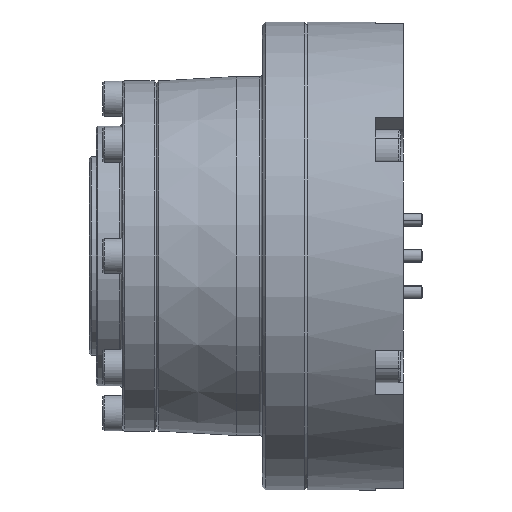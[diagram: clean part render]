
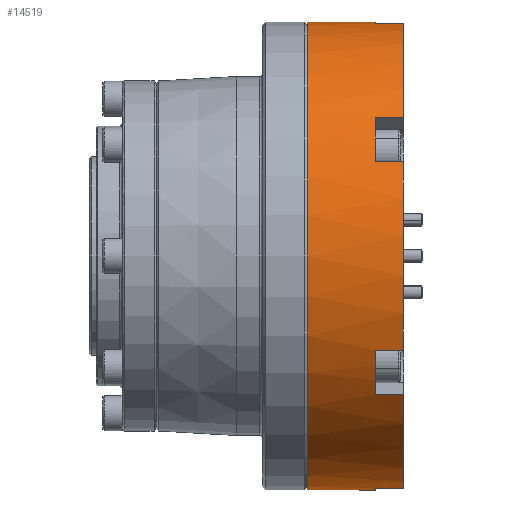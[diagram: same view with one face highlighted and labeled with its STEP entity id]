
A CAD part, front view. The second image highlights one B-rep face of the part: STEP entity #14519.
In plain terms, the highlighted cylindrical face has radius 36.5 mm (diameter 73 mm), a partial arc.
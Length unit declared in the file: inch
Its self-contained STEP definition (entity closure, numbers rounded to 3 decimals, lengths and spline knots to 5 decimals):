
#671 = CARTESIAN_POINT ( 'NONE',  ( 1.75591, -1.15942, -0.84896 ) ) ;
#678 = ORIENTED_EDGE ( 'NONE', *, *, #26440, .T. ) ;
#748 = AXIS2_PLACEMENT_3D ( 'NONE', #17387, #3316, #28486 ) ;
#1023 = CARTESIAN_POINT ( 'NONE',  ( 1.75591, -1.31493, -0.57961 ) ) ;
#1743 = VECTOR ( 'NONE', #14068, 39.37008 ) ;
#1829 = EDGE_CURVE ( 'NONE', #10197, #10743, #26371, .T. ) ;
#1930 = EDGE_CURVE ( 'NONE', #10082, #24833, #6914, .T. ) ;
#1972 = VERTEX_POINT ( 'NONE', #671 ) ;
#2453 = VERTEX_POINT ( 'NONE', #16618 ) ;
#2603 = LINE ( 'NONE', #16963, #1743 ) ;
#2858 = VERTEX_POINT ( 'NONE', #4719 ) ;
#2931 = EDGE_CURVE ( 'NONE', #31208, #2858, #28748, .T. ) ;
#3193 = DIRECTION ( 'NONE',  ( 0., 0., 1. ) ) ;
#3316 = DIRECTION ( 'NONE',  ( -1., 0., 0. ) ) ;
#3449 = ORIENTED_EDGE ( 'NONE', *, *, #8609, .T. ) ;
#3694 = EDGE_CURVE ( 'NONE', #9480, #1972, #9603, .T. ) ;
#3703 = CARTESIAN_POINT ( 'NONE',  ( 1.2418, -1.31493, 0.57961 ) ) ;
#3830 = DIRECTION ( 'NONE',  ( 1., 0., 0. ) ) ;
#3943 = ORIENTED_EDGE ( 'NONE', *, *, #20325, .T. ) ;
#3986 = EDGE_LOOP ( 'NONE', ( #18630, #17659, #678, #30168, #15174, #4196, #25847, #26580, #24754, #27753, #3449, #3943, #22679, #5825, #4206, #30612 ) ) ;
#4196 = ORIENTED_EDGE ( 'NONE', *, *, #3694, .F. ) ;
#4206 = ORIENTED_EDGE ( 'NONE', *, *, #19876, .T. ) ;
#4341 = EDGE_CURVE ( 'NONE', #10743, #28726, #2603, .T. ) ;
#4489 = VECTOR ( 'NONE', #14457, 39.37008 ) ;
#4719 = CARTESIAN_POINT ( 'NONE',  ( 1.33858, 0., 1.43701 ) ) ;
#5639 = CARTESIAN_POINT ( 'NONE',  ( 1.75591, 0., 0. ) ) ;
#5658 = DIRECTION ( 'NONE',  ( 0., 0., 1. ) ) ;
#5702 = CIRCLE ( 'NONE', #19030, 1.43701 ) ;
#5825 = ORIENTED_EDGE ( 'NONE', *, *, #1829, .F. ) ;
#5899 = CARTESIAN_POINT ( 'NONE',  ( 1.75591, 0., -1.43701 ) ) ;
#6042 = CARTESIAN_POINT ( 'NONE',  ( 1.75591, 0., 0. ) ) ;
#6151 = CARTESIAN_POINT ( 'NONE',  ( 1.75591, -1.15942, 0.84896 ) ) ;
#6501 = EDGE_CURVE ( 'NONE', #28613, #22547, #31453, .T. ) ;
#6818 = CARTESIAN_POINT ( 'NONE',  ( 1.92913, -0.15551, -1.42857 ) ) ;
#6887 = VERTEX_POINT ( 'NONE', #12023 ) ;
#6914 = CIRCLE ( 'NONE', #748, 1.43701 ) ;
#7307 = VECTOR ( 'NONE', #16751, 39.37008 ) ;
#7617 = EDGE_CURVE ( 'NONE', #20850, #10017, #33837, .T. ) ;
#7810 = LINE ( 'NONE', #28036, #9995 ) ;
#8389 = EDGE_CURVE ( 'NONE', #22547, #10017, #31042, .T. ) ;
#8609 = EDGE_CURVE ( 'NONE', #28613, #6887, #14600, .T. ) ;
#8705 = CARTESIAN_POINT ( 'NONE',  ( 1.75591, 0., 0. ) ) ;
#8969 = VECTOR ( 'NONE', #3830, 39.37008 ) ;
#9312 = CARTESIAN_POINT ( 'NONE',  ( 1.75591, -1.31493, 0.57961 ) ) ;
#9374 = VERTEX_POINT ( 'NONE', #5899 ) ;
#9480 = VERTEX_POINT ( 'NONE', #1023 ) ;
#9566 = EDGE_CURVE ( 'NONE', #9374, #31208, #24647, .T. ) ;
#9603 = CIRCLE ( 'NONE', #10852, 1.43701 ) ;
#9995 = VECTOR ( 'NONE', #33173, 39.37008 ) ;
#10017 = VERTEX_POINT ( 'NONE', #17459 ) ;
#10082 = VERTEX_POINT ( 'NONE', #6818 ) ;
#10197 = VERTEX_POINT ( 'NONE', #34296 ) ;
#10254 = DIRECTION ( 'NONE',  ( -1., 0., 0. ) ) ;
#10599 = AXIS2_PLACEMENT_3D ( 'NONE', #16879, #11469, #16996 ) ;
#10743 = VERTEX_POINT ( 'NONE', #11911 ) ;
#10852 = AXIS2_PLACEMENT_3D ( 'NONE', #5639, #30914, #3193 ) ;
#11153 = DIRECTION ( 'NONE',  ( 0., 0., 1. ) ) ;
#11393 = DIRECTION ( 'NONE',  ( 1., 0., 0. ) ) ;
#11469 = DIRECTION ( 'NONE',  ( -1., 0., 0. ) ) ;
#11710 = CARTESIAN_POINT ( 'NONE',  ( 1.33858, 0., 1.43701 ) ) ;
#11828 = CYLINDRICAL_SURFACE ( 'NONE', #31037, 1.43701 ) ;
#11877 = CARTESIAN_POINT ( 'NONE',  ( 1.92913, -1.15942, -0.84896 ) ) ;
#11911 = CARTESIAN_POINT ( 'NONE',  ( 1.75591, -0.15551, 1.42857 ) ) ;
#12023 = CARTESIAN_POINT ( 'NONE',  ( 1.92913, -1.15942, 0.84896 ) ) ;
#13370 = CARTESIAN_POINT ( 'NONE',  ( 1.2418, -1.15942, 0.84896 ) ) ;
#13972 = LINE ( 'NONE', #11710, #4489 ) ;
#14068 = DIRECTION ( 'NONE',  ( 1., 0., 0. ) ) ;
#14217 = CARTESIAN_POINT ( 'NONE',  ( 1.2418, -1.15942, -0.84896 ) ) ;
#14457 = DIRECTION ( 'NONE',  ( -1., 0., 0. ) ) ;
#14519 = ADVANCED_FACE ( 'NONE', ( #27773 ), #11828, .T. ) ;
#14600 = LINE ( 'NONE', #13370, #22359 ) ;
#14856 = CARTESIAN_POINT ( 'NONE',  ( 1.33858, 0., -1.43701 ) ) ;
#15174 = ORIENTED_EDGE ( 'NONE', *, *, #25210, .F. ) ;
#15315 = CARTESIAN_POINT ( 'NONE',  ( 1.92913, 0., 0. ) ) ;
#15610 = AXIS2_PLACEMENT_3D ( 'NONE', #6042, #11393, #33636 ) ;
#15620 = DIRECTION ( 'NONE',  ( 1., 0., 0. ) ) ;
#15921 = LINE ( 'NONE', #14217, #7307 ) ;
#16618 = CARTESIAN_POINT ( 'NONE',  ( 1.75591, -0.15551, -1.42857 ) ) ;
#16751 = DIRECTION ( 'NONE',  ( 1., 0., 0. ) ) ;
#16879 = CARTESIAN_POINT ( 'NONE',  ( 1.92913, 0., 0. ) ) ;
#16963 = CARTESIAN_POINT ( 'NONE',  ( 1.31466, -0.15551, 1.42857 ) ) ;
#16996 = DIRECTION ( 'NONE',  ( 0., 0., 1. ) ) ;
#17269 = DIRECTION ( 'NONE',  ( 1., 0., 0. ) ) ;
#17387 = CARTESIAN_POINT ( 'NONE',  ( 1.92913, 0., 0. ) ) ;
#17459 = CARTESIAN_POINT ( 'NONE',  ( 1.92913, -1.31493, 0.57961 ) ) ;
#17659 = ORIENTED_EDGE ( 'NONE', *, *, #31152, .F. ) ;
#17788 = EDGE_CURVE ( 'NONE', #9480, #20850, #7810, .T. ) ;
#18194 = AXIS2_PLACEMENT_3D ( 'NONE', #33045, #19254, #11153 ) ;
#18608 = VECTOR ( 'NONE', #31667, 39.37008 ) ;
#18630 = ORIENTED_EDGE ( 'NONE', *, *, #9566, .F. ) ;
#19030 = AXIS2_PLACEMENT_3D ( 'NONE', #15315, #20657, #23566 ) ;
#19254 = DIRECTION ( 'NONE',  ( -1., 0., 0. ) ) ;
#19876 = EDGE_CURVE ( 'NONE', #10197, #2858, #13972, .T. ) ;
#19925 = VECTOR ( 'NONE', #15620, 39.37008 ) ;
#20325 = EDGE_CURVE ( 'NONE', #6887, #28726, #5702, .T. ) ;
#20657 = DIRECTION ( 'NONE',  ( -1., 0., 0. ) ) ;
#20850 = VERTEX_POINT ( 'NONE', #25535 ) ;
#21863 = AXIS2_PLACEMENT_3D ( 'NONE', #35907, #22229, #5658 ) ;
#22229 = DIRECTION ( 'NONE',  ( 1., 0., 0. ) ) ;
#22359 = VECTOR ( 'NONE', #27264, 39.37008 ) ;
#22547 = VERTEX_POINT ( 'NONE', #9312 ) ;
#22679 = ORIENTED_EDGE ( 'NONE', *, *, #4341, .F. ) ;
#23566 = DIRECTION ( 'NONE',  ( 0., 0., 1. ) ) ;
#23739 = AXIS2_PLACEMENT_3D ( 'NONE', #8705, #17269, #30796 ) ;
#24647 = LINE ( 'NONE', #14856, #18608 ) ;
#24754 = ORIENTED_EDGE ( 'NONE', *, *, #8389, .F. ) ;
#24833 = VERTEX_POINT ( 'NONE', #11877 ) ;
#25023 = CARTESIAN_POINT ( 'NONE',  ( 1.33858, 0., -1.43701 ) ) ;
#25210 = EDGE_CURVE ( 'NONE', #1972, #24833, #15921, .T. ) ;
#25535 = CARTESIAN_POINT ( 'NONE',  ( 1.92913, -1.31493, -0.57961 ) ) ;
#25847 = ORIENTED_EDGE ( 'NONE', *, *, #17788, .T. ) ;
#26050 = CARTESIAN_POINT ( 'NONE',  ( 1.31466, -0.15551, -1.42857 ) ) ;
#26371 = CIRCLE ( 'NONE', #21863, 1.43701 ) ;
#26440 = EDGE_CURVE ( 'NONE', #2453, #10082, #27282, .T. ) ;
#26562 = DIRECTION ( 'NONE',  ( 0., 0., 1. ) ) ;
#26580 = ORIENTED_EDGE ( 'NONE', *, *, #7617, .T. ) ;
#26799 = CARTESIAN_POINT ( 'NONE',  ( 1.33858, 0., 0. ) ) ;
#27264 = DIRECTION ( 'NONE',  ( 1., 0., 0. ) ) ;
#27282 = LINE ( 'NONE', #26050, #19925 ) ;
#27579 = CIRCLE ( 'NONE', #15610, 1.43701 ) ;
#27753 = ORIENTED_EDGE ( 'NONE', *, *, #6501, .F. ) ;
#27773 = FACE_OUTER_BOUND ( 'NONE', #3986, .T. ) ;
#28036 = CARTESIAN_POINT ( 'NONE',  ( 1.2418, -1.31493, -0.57961 ) ) ;
#28486 = DIRECTION ( 'NONE',  ( 0., 0., 1. ) ) ;
#28613 = VERTEX_POINT ( 'NONE', #6151 ) ;
#28726 = VERTEX_POINT ( 'NONE', #29211 ) ;
#28748 = CIRCLE ( 'NONE', #18194, 1.43701 ) ;
#29211 = CARTESIAN_POINT ( 'NONE',  ( 1.92913, -0.15551, 1.42857 ) ) ;
#30168 = ORIENTED_EDGE ( 'NONE', *, *, #1930, .T. ) ;
#30612 = ORIENTED_EDGE ( 'NONE', *, *, #2931, .F. ) ;
#30796 = DIRECTION ( 'NONE',  ( 0., 0., 1. ) ) ;
#30914 = DIRECTION ( 'NONE',  ( 1., 0., 0. ) ) ;
#31037 = AXIS2_PLACEMENT_3D ( 'NONE', #26799, #10254, #26562 ) ;
#31042 = LINE ( 'NONE', #3703, #8969 ) ;
#31152 = EDGE_CURVE ( 'NONE', #2453, #9374, #27579, .T. ) ;
#31208 = VERTEX_POINT ( 'NONE', #25023 ) ;
#31453 = CIRCLE ( 'NONE', #23739, 1.43701 ) ;
#31667 = DIRECTION ( 'NONE',  ( -1., 0., 0. ) ) ;
#33045 = CARTESIAN_POINT ( 'NONE',  ( 1.33858, 0., 0. ) ) ;
#33173 = DIRECTION ( 'NONE',  ( 1., 0., 0. ) ) ;
#33636 = DIRECTION ( 'NONE',  ( 0., 0., 1. ) ) ;
#33837 = CIRCLE ( 'NONE', #10599, 1.43701 ) ;
#34296 = CARTESIAN_POINT ( 'NONE',  ( 1.75591, 0., 1.43701 ) ) ;
#35907 = CARTESIAN_POINT ( 'NONE',  ( 1.75591, 0., 0. ) ) ;
